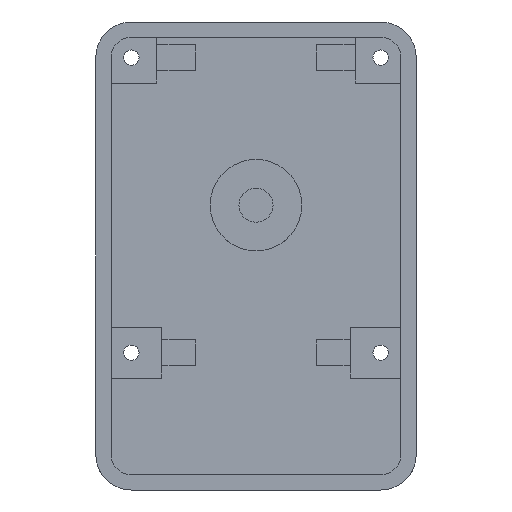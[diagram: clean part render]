
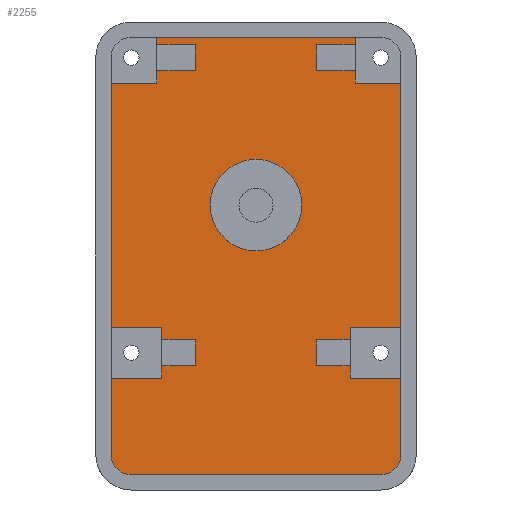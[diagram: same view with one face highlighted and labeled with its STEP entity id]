
A CAD part, front view. The second image highlights one B-rep face of the part: STEP entity #2255.
In plain terms, the highlighted planar face has unit normal (0, -1, 0).
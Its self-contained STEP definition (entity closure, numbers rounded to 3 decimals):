
#25=FACE_BOUND('',#303,.T.);
#110=CIRCLE('',#2425,4.);
#111=CIRCLE('',#2426,4.);
#112=CIRCLE('',#2427,9.);
#174=FACE_OUTER_BOUND('',#302,.T.);
#302=EDGE_LOOP('',(#1643,#1644,#1645,#1646,#1647,#1648,#1649,#1650,#1651,
#1652,#1653,#1654,#1655,#1656,#1657,#1658,#1659,#1660,#1661,#1662,#1663,
#1664,#1665,#1666,#1667,#1668,#1669,#1670,#1671,#1672,#1673,#1674,#1675,
#1676));
#303=EDGE_LOOP('',(#1677));
#461=LINE('',#3354,#724);
#469=LINE('',#3373,#732);
#477=LINE('',#3392,#740);
#485=LINE('',#3411,#748);
#496=LINE('',#3446,#759);
#497=LINE('',#3448,#760);
#498=LINE('',#3450,#761);
#499=LINE('',#3452,#762);
#500=LINE('',#3456,#763);
#501=LINE('',#3460,#764);
#502=LINE('',#3462,#765);
#503=LINE('',#3464,#766);
#504=LINE('',#3465,#767);
#505=LINE('',#3467,#768);
#506=LINE('',#3469,#769);
#507=LINE('',#3471,#770);
#508=LINE('',#3473,#771);
#509=LINE('',#3475,#772);
#510=LINE('',#3477,#773);
#511=LINE('',#3478,#774);
#512=LINE('',#3480,#775);
#513=LINE('',#3482,#776);
#514=LINE('',#3484,#777);
#515=LINE('',#3486,#778);
#516=LINE('',#3487,#779);
#517=LINE('',#3489,#780);
#518=LINE('',#3491,#781);
#519=LINE('',#3493,#782);
#520=LINE('',#3495,#783);
#521=LINE('',#3497,#784);
#522=LINE('',#3499,#785);
#523=LINE('',#3500,#786);
#724=VECTOR('',#2703,10.);
#732=VECTOR('',#2717,10.);
#740=VECTOR('',#2731,10.);
#748=VECTOR('',#2745,10.);
#759=VECTOR('',#2778,10.);
#760=VECTOR('',#2779,10.);
#761=VECTOR('',#2780,10.);
#762=VECTOR('',#2781,10.);
#763=VECTOR('',#2784,10.);
#764=VECTOR('',#2787,10.);
#765=VECTOR('',#2788,10.);
#766=VECTOR('',#2789,10.);
#767=VECTOR('',#2790,10.);
#768=VECTOR('',#2791,10.);
#769=VECTOR('',#2792,10.);
#770=VECTOR('',#2793,10.);
#771=VECTOR('',#2794,10.);
#772=VECTOR('',#2795,10.);
#773=VECTOR('',#2796,10.);
#774=VECTOR('',#2797,10.);
#775=VECTOR('',#2798,10.);
#776=VECTOR('',#2799,10.);
#777=VECTOR('',#2800,10.);
#778=VECTOR('',#2801,10.);
#779=VECTOR('',#2802,10.);
#780=VECTOR('',#2803,10.);
#781=VECTOR('',#2804,10.);
#782=VECTOR('',#2805,10.);
#783=VECTOR('',#2806,10.);
#784=VECTOR('',#2807,10.);
#785=VECTOR('',#2808,10.);
#786=VECTOR('',#2809,10.);
#998=VERTEX_POINT('',#3352);
#999=VERTEX_POINT('',#3353);
#1006=VERTEX_POINT('',#3371);
#1007=VERTEX_POINT('',#3372);
#1014=VERTEX_POINT('',#3390);
#1015=VERTEX_POINT('',#3391);
#1022=VERTEX_POINT('',#3409);
#1023=VERTEX_POINT('',#3410);
#1036=VERTEX_POINT('',#3445);
#1037=VERTEX_POINT('',#3447);
#1038=VERTEX_POINT('',#3449);
#1039=VERTEX_POINT('',#3451);
#1040=VERTEX_POINT('',#3453);
#1041=VERTEX_POINT('',#3455);
#1042=VERTEX_POINT('',#3457);
#1043=VERTEX_POINT('',#3459);
#1044=VERTEX_POINT('',#3461);
#1045=VERTEX_POINT('',#3463);
#1046=VERTEX_POINT('',#3466);
#1047=VERTEX_POINT('',#3468);
#1048=VERTEX_POINT('',#3470);
#1049=VERTEX_POINT('',#3472);
#1050=VERTEX_POINT('',#3474);
#1051=VERTEX_POINT('',#3476);
#1052=VERTEX_POINT('',#3479);
#1053=VERTEX_POINT('',#3481);
#1054=VERTEX_POINT('',#3483);
#1055=VERTEX_POINT('',#3485);
#1056=VERTEX_POINT('',#3488);
#1057=VERTEX_POINT('',#3490);
#1058=VERTEX_POINT('',#3492);
#1059=VERTEX_POINT('',#3494);
#1060=VERTEX_POINT('',#3496);
#1061=VERTEX_POINT('',#3498);
#1062=VERTEX_POINT('',#3501);
#1234=EDGE_CURVE('',#998,#999,#461,.T.);
#1243=EDGE_CURVE('',#1006,#1007,#469,.T.);
#1252=EDGE_CURVE('',#1014,#1015,#477,.T.);
#1261=EDGE_CURVE('',#1022,#1023,#485,.T.);
#1277=EDGE_CURVE('',#999,#1036,#496,.T.);
#1278=EDGE_CURVE('',#1036,#1037,#497,.T.);
#1279=EDGE_CURVE('',#1037,#1038,#498,.T.);
#1280=EDGE_CURVE('',#1038,#1039,#499,.T.);
#1281=EDGE_CURVE('',#1039,#1040,#110,.T.);
#1282=EDGE_CURVE('',#1040,#1041,#500,.T.);
#1283=EDGE_CURVE('',#1041,#1042,#111,.T.);
#1284=EDGE_CURVE('',#1042,#1043,#501,.T.);
#1285=EDGE_CURVE('',#1043,#1044,#502,.T.);
#1286=EDGE_CURVE('',#1044,#1045,#503,.T.);
#1287=EDGE_CURVE('',#1045,#1022,#504,.T.);
#1288=EDGE_CURVE('',#1023,#1046,#505,.T.);
#1289=EDGE_CURVE('',#1046,#1047,#506,.T.);
#1290=EDGE_CURVE('',#1047,#1048,#507,.T.);
#1291=EDGE_CURVE('',#1048,#1049,#508,.T.);
#1292=EDGE_CURVE('',#1049,#1050,#509,.T.);
#1293=EDGE_CURVE('',#1050,#1051,#510,.T.);
#1294=EDGE_CURVE('',#1051,#1006,#511,.T.);
#1295=EDGE_CURVE('',#1007,#1052,#512,.T.);
#1296=EDGE_CURVE('',#1052,#1053,#513,.T.);
#1297=EDGE_CURVE('',#1053,#1054,#514,.T.);
#1298=EDGE_CURVE('',#1054,#1055,#515,.T.);
#1299=EDGE_CURVE('',#1055,#1014,#516,.T.);
#1300=EDGE_CURVE('',#1015,#1056,#517,.T.);
#1301=EDGE_CURVE('',#1056,#1057,#518,.T.);
#1302=EDGE_CURVE('',#1057,#1058,#519,.T.);
#1303=EDGE_CURVE('',#1058,#1059,#520,.T.);
#1304=EDGE_CURVE('',#1059,#1060,#521,.T.);
#1305=EDGE_CURVE('',#1060,#1061,#522,.T.);
#1306=EDGE_CURVE('',#1061,#998,#523,.T.);
#1307=EDGE_CURVE('',#1062,#1062,#112,.T.);
#1643=ORIENTED_EDGE('',*,*,#1277,.T.);
#1644=ORIENTED_EDGE('',*,*,#1278,.T.);
#1645=ORIENTED_EDGE('',*,*,#1279,.T.);
#1646=ORIENTED_EDGE('',*,*,#1280,.T.);
#1647=ORIENTED_EDGE('',*,*,#1281,.T.);
#1648=ORIENTED_EDGE('',*,*,#1282,.T.);
#1649=ORIENTED_EDGE('',*,*,#1283,.T.);
#1650=ORIENTED_EDGE('',*,*,#1284,.T.);
#1651=ORIENTED_EDGE('',*,*,#1285,.T.);
#1652=ORIENTED_EDGE('',*,*,#1286,.T.);
#1653=ORIENTED_EDGE('',*,*,#1287,.T.);
#1654=ORIENTED_EDGE('',*,*,#1261,.T.);
#1655=ORIENTED_EDGE('',*,*,#1288,.T.);
#1656=ORIENTED_EDGE('',*,*,#1289,.T.);
#1657=ORIENTED_EDGE('',*,*,#1290,.T.);
#1658=ORIENTED_EDGE('',*,*,#1291,.T.);
#1659=ORIENTED_EDGE('',*,*,#1292,.T.);
#1660=ORIENTED_EDGE('',*,*,#1293,.T.);
#1661=ORIENTED_EDGE('',*,*,#1294,.T.);
#1662=ORIENTED_EDGE('',*,*,#1243,.T.);
#1663=ORIENTED_EDGE('',*,*,#1295,.T.);
#1664=ORIENTED_EDGE('',*,*,#1296,.T.);
#1665=ORIENTED_EDGE('',*,*,#1297,.T.);
#1666=ORIENTED_EDGE('',*,*,#1298,.T.);
#1667=ORIENTED_EDGE('',*,*,#1299,.T.);
#1668=ORIENTED_EDGE('',*,*,#1252,.T.);
#1669=ORIENTED_EDGE('',*,*,#1300,.T.);
#1670=ORIENTED_EDGE('',*,*,#1301,.T.);
#1671=ORIENTED_EDGE('',*,*,#1302,.T.);
#1672=ORIENTED_EDGE('',*,*,#1303,.T.);
#1673=ORIENTED_EDGE('',*,*,#1304,.T.);
#1674=ORIENTED_EDGE('',*,*,#1305,.T.);
#1675=ORIENTED_EDGE('',*,*,#1306,.T.);
#1676=ORIENTED_EDGE('',*,*,#1234,.T.);
#1677=ORIENTED_EDGE('',*,*,#1307,.T.);
#2162=PLANE('',#2424);
#2255=ADVANCED_FACE('',(#174,#25),#2162,.F.);
#2424=AXIS2_PLACEMENT_3D('',#3444,#2776,#2777);
#2425=AXIS2_PLACEMENT_3D('',#3454,#2782,#2783);
#2426=AXIS2_PLACEMENT_3D('',#3458,#2785,#2786);
#2427=AXIS2_PLACEMENT_3D('',#3502,#2810,#2811);
#2703=DIRECTION('',(0.,0.,-1.));
#2717=DIRECTION('',(0.,0.,1.));
#2731=DIRECTION('',(0.,0.,-1.));
#2745=DIRECTION('',(0.,0.,1.));
#2776=DIRECTION('center_axis',(0.,1.,0.));
#2777=DIRECTION('ref_axis',(0.,0.,1.));
#2778=DIRECTION('',(-1.,0.,0.));
#2779=DIRECTION('',(0.,0.,-1.));
#2780=DIRECTION('',(-1.,0.,0.));
#2781=DIRECTION('',(0.,0.,-1.));
#2782=DIRECTION('center_axis',(0.,-1.,0.));
#2783=DIRECTION('ref_axis',(0.,0.,-1.));
#2784=DIRECTION('',(1.,0.,0.));
#2785=DIRECTION('center_axis',(0.,-1.,0.));
#2786=DIRECTION('ref_axis',(1.,0.,0.));
#2787=DIRECTION('',(0.,0.,1.));
#2788=DIRECTION('',(-1.,0.,0.));
#2789=DIRECTION('',(0.,0.,1.));
#2790=DIRECTION('',(-1.,0.,0.));
#2791=DIRECTION('',(1.,0.,0.));
#2792=DIRECTION('',(0.,0.,1.));
#2793=DIRECTION('',(1.,0.,0.));
#2794=DIRECTION('',(0.,0.,1.));
#2795=DIRECTION('',(-1.,0.,0.));
#2796=DIRECTION('',(0.,0.,1.));
#2797=DIRECTION('',(-1.,0.,0.));
#2798=DIRECTION('',(1.,0.,0.));
#2799=DIRECTION('',(0.,0.,1.));
#2800=DIRECTION('',(-1.,0.,0.));
#2801=DIRECTION('',(0.,0.,-1.));
#2802=DIRECTION('',(1.,0.,0.));
#2803=DIRECTION('',(-1.,0.,0.));
#2804=DIRECTION('',(0.,0.,-1.));
#2805=DIRECTION('',(-1.,0.,0.));
#2806=DIRECTION('',(0.,0.,-1.));
#2807=DIRECTION('',(1.,0.,0.));
#2808=DIRECTION('',(0.,0.,-1.));
#2809=DIRECTION('',(1.,0.,0.));
#2810=DIRECTION('center_axis',(0.,1.,0.));
#2811=DIRECTION('ref_axis',(1.,0.,0.));
#3352=CARTESIAN_POINT('',(16.6,-3.,-59.5));
#3353=CARTESIAN_POINT('',(16.6,-3.,-64.5));
#3354=CARTESIAN_POINT('',(16.6,-3.,-31.75));
#3371=CARTESIAN_POINT('',(40.4,-3.,-6.5));
#3372=CARTESIAN_POINT('',(40.4,-3.,-1.5));
#3373=CARTESIAN_POINT('',(40.4,-3.,-5.25));
#3390=CARTESIAN_POINT('',(16.6,-3.,-1.5));
#3391=CARTESIAN_POINT('',(16.6,-3.,-6.5));
#3392=CARTESIAN_POINT('',(16.6,-3.,-2.75));
#3409=CARTESIAN_POINT('',(40.4,-3.,-64.5));
#3410=CARTESIAN_POINT('',(40.4,-3.,-59.5));
#3411=CARTESIAN_POINT('',(40.4,-3.,-34.25));
#3444=CARTESIAN_POINT('Origin',(53.,-3.,-4.));
#3445=CARTESIAN_POINT('',(10.,-3.,-64.5));
#3446=CARTESIAN_POINT('',(34.8,-3.,-64.5));
#3447=CARTESIAN_POINT('',(10.,-3.,-67.));
#3448=CARTESIAN_POINT('',(10.,-3.,-35.5));
#3449=CARTESIAN_POINT('',(0.,-3.,-67.));
#3450=CARTESIAN_POINT('',(26.5,-3.,-67.));
#3451=CARTESIAN_POINT('',(0.,-3.,-82.));
#3452=CARTESIAN_POINT('',(0.,-3.,-82.));
#3453=CARTESIAN_POINT('',(4.,-3.,-86.));
#3454=CARTESIAN_POINT('Origin',(4.,-3.,-82.));
#3455=CARTESIAN_POINT('',(53.,-3.,-86.));
#3456=CARTESIAN_POINT('',(53.,-3.,-86.));
#3457=CARTESIAN_POINT('',(57.,-3.,-82.));
#3458=CARTESIAN_POINT('Origin',(53.,-3.,-82.));
#3459=CARTESIAN_POINT('',(57.,-3.,-67.));
#3460=CARTESIAN_POINT('',(57.,-3.,-4.));
#3461=CARTESIAN_POINT('',(47.,-3.,-67.));
#3462=CARTESIAN_POINT('',(50.,-3.,-67.));
#3463=CARTESIAN_POINT('',(47.,-3.,-64.5));
#3464=CARTESIAN_POINT('',(47.,-3.,-34.25));
#3465=CARTESIAN_POINT('',(53.7,-3.,-64.5));
#3466=CARTESIAN_POINT('',(47.,-3.,-59.5));
#3467=CARTESIAN_POINT('',(46.7,-3.,-59.5));
#3468=CARTESIAN_POINT('',(47.,-3.,-57.));
#3469=CARTESIAN_POINT('',(47.,-3.,-30.5));
#3470=CARTESIAN_POINT('',(57.,-3.,-57.));
#3471=CARTESIAN_POINT('',(55.,-3.,-57.));
#3472=CARTESIAN_POINT('',(57.,-3.,-9.));
#3473=CARTESIAN_POINT('',(57.,-3.,-4.));
#3474=CARTESIAN_POINT('',(48.,-3.,-9.));
#3475=CARTESIAN_POINT('',(50.5,-3.,-9.));
#3476=CARTESIAN_POINT('',(48.,-3.,-6.5));
#3477=CARTESIAN_POINT('',(48.,-3.,-5.25));
#3478=CARTESIAN_POINT('',(53.7,-3.,-6.5));
#3479=CARTESIAN_POINT('',(48.,-3.,-1.5));
#3480=CARTESIAN_POINT('',(46.7,-3.,-1.5));
#3481=CARTESIAN_POINT('',(48.,-3.,0.));
#3482=CARTESIAN_POINT('',(48.,-3.,-2.));
#3483=CARTESIAN_POINT('',(9.,-3.,0.));
#3484=CARTESIAN_POINT('',(4.,-3.,0.));
#3485=CARTESIAN_POINT('',(9.,-3.,-1.5));
#3486=CARTESIAN_POINT('',(9.,-3.,-2.75));
#3487=CARTESIAN_POINT('',(27.8,-3.,-1.5));
#3488=CARTESIAN_POINT('',(9.,-3.,-6.5));
#3489=CARTESIAN_POINT('',(34.8,-3.,-6.5));
#3490=CARTESIAN_POINT('',(9.,-3.,-9.));
#3491=CARTESIAN_POINT('',(9.,-3.,-6.5));
#3492=CARTESIAN_POINT('',(0.,-3.,-9.));
#3493=CARTESIAN_POINT('',(26.5,-3.,-9.));
#3494=CARTESIAN_POINT('',(0.,-3.,-57.));
#3495=CARTESIAN_POINT('',(0.,-3.,-82.));
#3496=CARTESIAN_POINT('',(10.,-3.,-57.));
#3497=CARTESIAN_POINT('',(31.5,-3.,-57.));
#3498=CARTESIAN_POINT('',(10.,-3.,-59.5));
#3499=CARTESIAN_POINT('',(10.,-3.,-31.75));
#3500=CARTESIAN_POINT('',(27.8,-3.,-59.5));
#3501=CARTESIAN_POINT('',(19.5,-3.,-33.));
#3502=CARTESIAN_POINT('Origin',(28.5,-3.,-33.));
